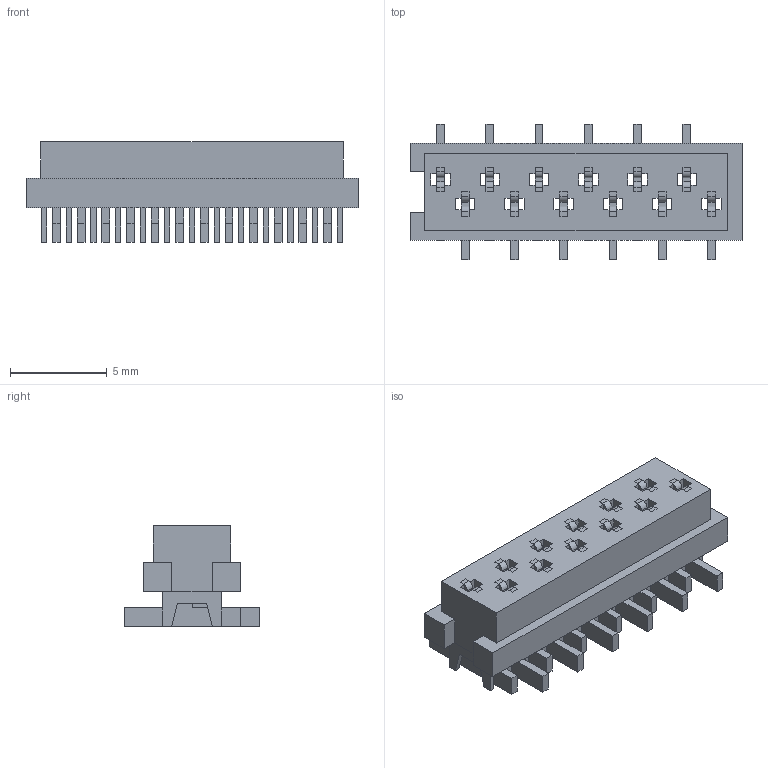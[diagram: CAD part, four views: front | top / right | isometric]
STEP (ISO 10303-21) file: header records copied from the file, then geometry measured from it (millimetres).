
FILE_DESCRIPTION( ( '' ), ' ' );
FILE_NAME( '5cc0338f7a1d12172263d4b2.step', '2019-04-24T09:59:44', ( '' ), ( '' ), ' ', ' ', ' ' );
FILE_SCHEMA( ( 'AUTOMOTIVE_DESIGN { 1 0 10303 214 1 1 1 1 }' ) );
Length unit declared in the file: metre
Products named in the file (2): Micro-Match-FOB-Contacts; Micro-Match-FOB-Insulator
Bounding box: 17.12 x 7 x 5.2 mm (x, y, z)
Volume: 272.3 mm3; surface area: 993 mm2
Topology: 2 solids, 2 shells, 473 faces, 1440 edges, 960 vertices
Faces by surface type: plane 449, cylinder 24
Entity records: 19680 total; most frequent: ORIENTED_EDGE 2880, CARTESIAN_POINT 2875, DIRECTION 2438, EDGE_CURVE 1440, LINE 1392, VECTOR 1392, VERTEX_POINT 960, AXIS2_PLACEMENT_3D 523
